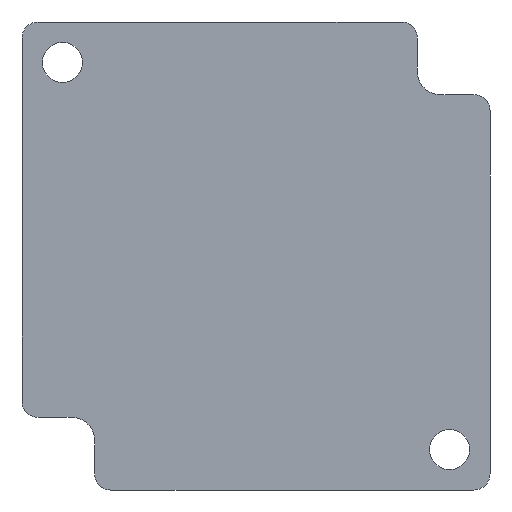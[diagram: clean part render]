
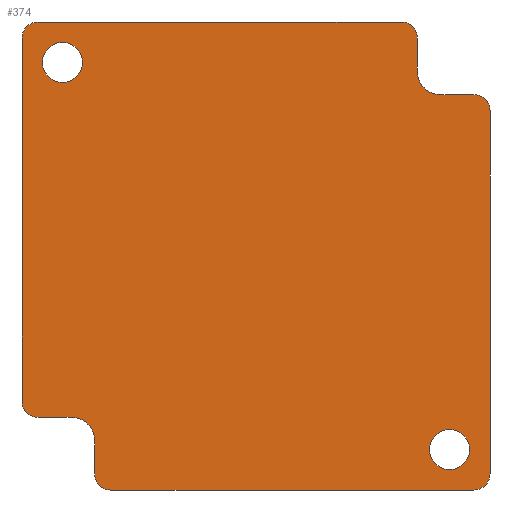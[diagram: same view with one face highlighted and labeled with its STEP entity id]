
A CAD part, left-side view. The second image highlights one B-rep face of the part: STEP entity #374.
In plain terms, the highlighted planar face has unit normal (-1, 0, 0).
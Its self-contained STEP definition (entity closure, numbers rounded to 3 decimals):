
#15=FACE_BOUND('',#55,.T.);
#16=FACE_BOUND('',#56,.T.);
#20=PLANE('',#416);
#34=FACE_OUTER_BOUND('',#54,.T.);
#54=EDGE_LOOP('',(#271,#272,#273,#274,#275,#276,#277,#278,#279,#280,#281,
#282,#283,#284,#285,#286));
#55=EDGE_LOOP('',(#287));
#56=EDGE_LOOP('',(#288));
#79=LINE('',#586,#113);
#81=LINE('',#595,#115);
#82=LINE('',#599,#116);
#83=LINE('',#603,#117);
#84=LINE('',#607,#118);
#85=LINE('',#611,#119);
#86=LINE('',#615,#120);
#87=LINE('',#618,#121);
#113=VECTOR('',#471,10.);
#115=VECTOR('',#481,10.);
#116=VECTOR('',#484,10.);
#117=VECTOR('',#487,10.);
#118=VECTOR('',#490,10.);
#119=VECTOR('',#493,10.);
#120=VECTOR('',#496,10.);
#121=VECTOR('',#499,10.);
#142=CIRCLE('',#405,1.65);
#144=CIRCLE('',#408,1.65);
#146=CIRCLE('',#411,1.842);
#147=CIRCLE('',#414,1.334);
#149=CIRCLE('',#417,1.333);
#150=CIRCLE('',#418,1.334);
#151=CIRCLE('',#419,1.842);
#152=CIRCLE('',#420,1.334);
#153=CIRCLE('',#421,1.333);
#154=CIRCLE('',#422,1.334);
#162=VERTEX_POINT('',#563);
#164=VERTEX_POINT('',#569);
#167=VERTEX_POINT('',#576);
#168=VERTEX_POINT('',#578);
#170=VERTEX_POINT('',#584);
#171=VERTEX_POINT('',#588);
#173=VERTEX_POINT('',#594);
#174=VERTEX_POINT('',#596);
#175=VERTEX_POINT('',#598);
#176=VERTEX_POINT('',#600);
#177=VERTEX_POINT('',#602);
#178=VERTEX_POINT('',#604);
#179=VERTEX_POINT('',#606);
#180=VERTEX_POINT('',#608);
#181=VERTEX_POINT('',#610);
#182=VERTEX_POINT('',#612);
#183=VERTEX_POINT('',#614);
#184=VERTEX_POINT('',#616);
#199=EDGE_CURVE('',#162,#162,#142,.T.);
#202=EDGE_CURVE('',#164,#164,#144,.T.);
#205=EDGE_CURVE('',#167,#168,#146,.T.);
#209=EDGE_CURVE('',#170,#167,#79,.T.);
#210=EDGE_CURVE('',#171,#170,#147,.T.);
#213=EDGE_CURVE('',#173,#171,#81,.T.);
#214=EDGE_CURVE('',#173,#174,#149,.T.);
#215=EDGE_CURVE('',#174,#175,#82,.T.);
#216=EDGE_CURVE('',#176,#175,#150,.T.);
#217=EDGE_CURVE('',#176,#177,#83,.T.);
#218=EDGE_CURVE('',#178,#177,#151,.T.);
#219=EDGE_CURVE('',#178,#179,#84,.T.);
#220=EDGE_CURVE('',#180,#179,#152,.T.);
#221=EDGE_CURVE('',#180,#181,#85,.T.);
#222=EDGE_CURVE('',#181,#182,#153,.T.);
#223=EDGE_CURVE('',#182,#183,#86,.T.);
#224=EDGE_CURVE('',#184,#183,#154,.T.);
#225=EDGE_CURVE('',#184,#168,#87,.T.);
#271=ORIENTED_EDGE('',*,*,#210,.F.);
#272=ORIENTED_EDGE('',*,*,#213,.F.);
#273=ORIENTED_EDGE('',*,*,#214,.T.);
#274=ORIENTED_EDGE('',*,*,#215,.T.);
#275=ORIENTED_EDGE('',*,*,#216,.F.);
#276=ORIENTED_EDGE('',*,*,#217,.T.);
#277=ORIENTED_EDGE('',*,*,#218,.F.);
#278=ORIENTED_EDGE('',*,*,#219,.T.);
#279=ORIENTED_EDGE('',*,*,#220,.F.);
#280=ORIENTED_EDGE('',*,*,#221,.T.);
#281=ORIENTED_EDGE('',*,*,#222,.T.);
#282=ORIENTED_EDGE('',*,*,#223,.T.);
#283=ORIENTED_EDGE('',*,*,#224,.F.);
#284=ORIENTED_EDGE('',*,*,#225,.T.);
#285=ORIENTED_EDGE('',*,*,#205,.F.);
#286=ORIENTED_EDGE('',*,*,#209,.F.);
#287=ORIENTED_EDGE('',*,*,#199,.T.);
#288=ORIENTED_EDGE('',*,*,#202,.T.);
#374=ADVANCED_FACE('',(#34,#15,#16),#20,.F.);
#405=AXIS2_PLACEMENT_3D('',#565,#450,#451);
#408=AXIS2_PLACEMENT_3D('',#571,#457,#458);
#411=AXIS2_PLACEMENT_3D('',#579,#464,#465);
#414=AXIS2_PLACEMENT_3D('',#589,#474,#475);
#416=AXIS2_PLACEMENT_3D('',#593,#479,#480);
#417=AXIS2_PLACEMENT_3D('',#597,#482,#483);
#418=AXIS2_PLACEMENT_3D('',#601,#485,#486);
#419=AXIS2_PLACEMENT_3D('',#605,#488,#489);
#420=AXIS2_PLACEMENT_3D('',#609,#491,#492);
#421=AXIS2_PLACEMENT_3D('',#613,#494,#495);
#422=AXIS2_PLACEMENT_3D('',#617,#497,#498);
#450=DIRECTION('center_axis',(1.,0.,0.));
#451=DIRECTION('ref_axis',(0.,0.,
-1.));
#457=DIRECTION('center_axis',(1.,0.,0.));
#458=DIRECTION('ref_axis',(0.,0.,
-1.));
#464=DIRECTION('center_axis',(-1.,0.,0.));
#465=DIRECTION('ref_axis',(0.,-0.707,0.707));
#471=DIRECTION('',(0.,0.,1.));
#474=DIRECTION('center_axis',(1.,0.,0.));
#475=DIRECTION('ref_axis',(0.,0.707,-0.707));
#479=DIRECTION('center_axis',(1.,0.,0.));
#480=DIRECTION('ref_axis',(0.,0.,-1.));
#481=DIRECTION('',(0.,1.,0.));
#482=DIRECTION('center_axis',(-1.,0.,0.));
#483=DIRECTION('ref_axis',(0.,-1.,0.));
#484=DIRECTION('',(0.,0.,1.));
#485=DIRECTION('center_axis',(1.,0.,0.));
#486=DIRECTION('ref_axis',(0.,-0.707,0.707));
#487=DIRECTION('',(0.,1.,0.));
#488=DIRECTION('center_axis',(-1.,0.,0.));
#489=DIRECTION('ref_axis',(0.,0.707,-0.707));
#490=DIRECTION('',(0.,0.,1.));
#491=DIRECTION('center_axis',(1.,0.,0.));
#492=DIRECTION('ref_axis',(0.,-0.707,0.707));
#493=DIRECTION('',(0.,1.,0.));
#494=DIRECTION('center_axis',(-1.,0.,0.));
#495=DIRECTION('ref_axis',(0.,1.,0.));
#496=DIRECTION('',(0.,0.,-1.));
#497=DIRECTION('center_axis',(1.,0.,0.));
#498=DIRECTION('ref_axis',(0.,0.707,-0.707));
#499=DIRECTION('',(0.,-1.,0.));
#563=CARTESIAN_POINT('',(14.287,-15.875,-14.225));
#565=CARTESIAN_POINT('Origin',(14.288,-15.875,-15.875));
#569=CARTESIAN_POINT('',(14.287,15.875,17.525));
#571=CARTESIAN_POINT('Origin',(14.288,15.875,15.875));
#576=CARTESIAN_POINT('',(14.288,13.24,-15.081));
#578=CARTESIAN_POINT('',(14.288,15.081,-13.24));
#579=CARTESIAN_POINT('Origin',(14.288,15.081,-15.081));
#584=CARTESIAN_POINT('',(14.288,13.24,-17.859));
#586=CARTESIAN_POINT('',(14.288,13.24,-8.93));
#588=CARTESIAN_POINT('',(14.288,11.906,-19.193));
#589=CARTESIAN_POINT('Origin',(14.288,11.906,-17.859));
#593=CARTESIAN_POINT('Origin',(14.288,0.,0.));
#594=CARTESIAN_POINT('',(14.288,-17.859,-19.193));
#595=CARTESIAN_POINT('',(14.288,9.271,-19.193));
#596=CARTESIAN_POINT('',(14.288,-19.193,-17.859));
#597=CARTESIAN_POINT('Origin',(14.288,-17.859,-17.859));
#598=CARTESIAN_POINT('',(14.288,-19.193,11.906));
#599=CARTESIAN_POINT('',(14.288,-19.193,5.953));
#600=CARTESIAN_POINT('',(14.288,-17.859,13.24));
#601=CARTESIAN_POINT('Origin',(14.288,-17.859,11.906));
#602=CARTESIAN_POINT('',(14.288,-15.081,13.24));
#603=CARTESIAN_POINT('',(14.288,-6.62,13.24));
#604=CARTESIAN_POINT('',(14.288,-13.24,15.081));
#605=CARTESIAN_POINT('Origin',(14.288,-15.081,15.081));
#606=CARTESIAN_POINT('',(14.288,-13.24,17.859));
#607=CARTESIAN_POINT('',(14.288,-13.24,8.93));
#608=CARTESIAN_POINT('',(14.288,-11.906,19.193));
#609=CARTESIAN_POINT('Origin',(14.288,-11.906,17.859));
#610=CARTESIAN_POINT('',(14.288,17.859,19.193));
#611=CARTESIAN_POINT('',(14.288,8.93,19.193));
#612=CARTESIAN_POINT('',(14.288,19.193,17.859));
#613=CARTESIAN_POINT('Origin',(14.288,17.859,17.859));
#614=CARTESIAN_POINT('',(14.288,19.193,-11.906));
#615=CARTESIAN_POINT('',(14.288,19.193,-5.953));
#616=CARTESIAN_POINT('',(14.288,17.859,-13.24));
#617=CARTESIAN_POINT('Origin',(14.288,17.859,-11.906));
#618=CARTESIAN_POINT('',(14.288,7.541,-13.24));
